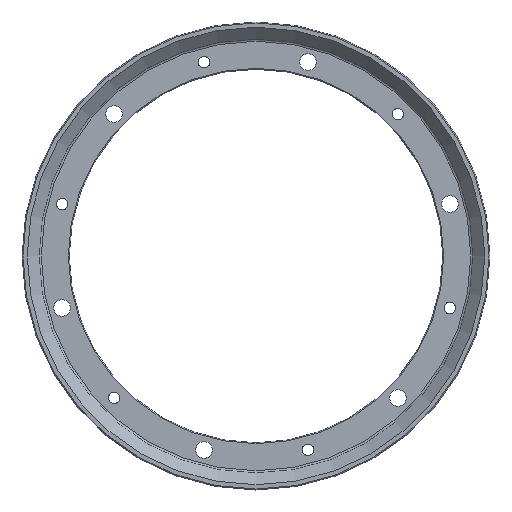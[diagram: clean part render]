
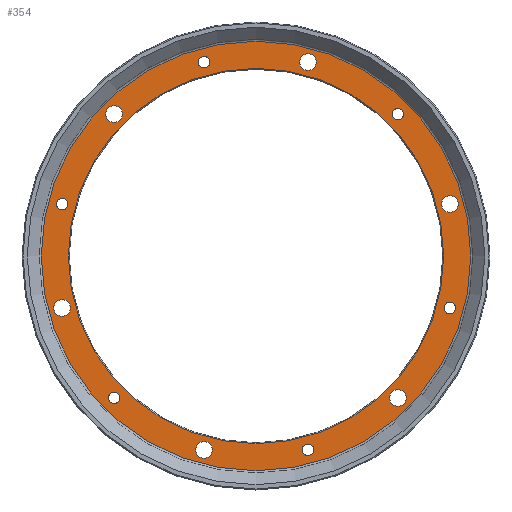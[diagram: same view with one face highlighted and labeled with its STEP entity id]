
A CAD part, top view. The second image highlights one B-rep face of the part: STEP entity #354.
In plain terms, the highlighted planar face has unit normal (0, 0, 1).
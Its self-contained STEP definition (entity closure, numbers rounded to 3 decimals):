
#354=ADVANCED_FACE('',(#2848,#1411,#2849,#2850,#2851,#2852,#2853,#2854,#2855,
#2856,#2857,#2858,#2859,#2860),#1008,.F.);
#1008=PLANE('',#12805);
#1411=FACE_OUTER_BOUND('',#2980,.T.);
#2069=CIRCLE('',#12791,40.201);
#2070=CIRCLE('',#12792,46.);
#2071=CIRCLE('',#12793,1.775);
#2072=CIRCLE('',#12794,1.775);
#2073=CIRCLE('',#12795,1.775);
#2074=CIRCLE('',#12796,1.775);
#2075=CIRCLE('',#12797,1.775);
#2076=CIRCLE('',#12798,1.775);
#2077=CIRCLE('',#12799,1.25);
#2078=CIRCLE('',#12800,1.25);
#2079=CIRCLE('',#12801,1.25);
#2080=CIRCLE('',#12802,1.25);
#2081=CIRCLE('',#12803,1.25);
#2082=CIRCLE('',#12804,1.25);
#2848=FACE_BOUND('',#2979,.T.);
#2849=FACE_BOUND('',#2981,.T.);
#2850=FACE_BOUND('',#2982,.T.);
#2851=FACE_BOUND('',#2983,.T.);
#2852=FACE_BOUND('',#2984,.T.);
#2853=FACE_BOUND('',#2985,.T.);
#2854=FACE_BOUND('',#2986,.T.);
#2855=FACE_BOUND('',#2987,.T.);
#2856=FACE_BOUND('',#2988,.T.);
#2857=FACE_BOUND('',#2989,.T.);
#2858=FACE_BOUND('',#2990,.T.);
#2859=FACE_BOUND('',#2991,.T.);
#2860=FACE_BOUND('',#2992,.T.);
#2979=EDGE_LOOP('',(#4190));
#2980=EDGE_LOOP('',(#4191));
#2981=EDGE_LOOP('',(#4192));
#2982=EDGE_LOOP('',(#4193));
#2983=EDGE_LOOP('',(#4194));
#2984=EDGE_LOOP('',(#4195));
#2985=EDGE_LOOP('',(#4196));
#2986=EDGE_LOOP('',(#4197));
#2987=EDGE_LOOP('',(#4198));
#2988=EDGE_LOOP('',(#4199));
#2989=EDGE_LOOP('',(#4200));
#2990=EDGE_LOOP('',(#4201));
#2991=EDGE_LOOP('',(#4202));
#2992=EDGE_LOOP('',(#4203));
#4190=ORIENTED_EDGE('',*,*,#8834,.T.);
#4191=ORIENTED_EDGE('',*,*,#8835,.T.);
#4192=ORIENTED_EDGE('',*,*,#8836,.F.);
#4193=ORIENTED_EDGE('',*,*,#8837,.F.);
#4194=ORIENTED_EDGE('',*,*,#8838,.F.);
#4195=ORIENTED_EDGE('',*,*,#8839,.F.);
#4196=ORIENTED_EDGE('',*,*,#8840,.F.);
#4197=ORIENTED_EDGE('',*,*,#8841,.F.);
#4198=ORIENTED_EDGE('',*,*,#8842,.T.);
#4199=ORIENTED_EDGE('',*,*,#8843,.T.);
#4200=ORIENTED_EDGE('',*,*,#8844,.T.);
#4201=ORIENTED_EDGE('',*,*,#8845,.T.);
#4202=ORIENTED_EDGE('',*,*,#8846,.T.);
#4203=ORIENTED_EDGE('',*,*,#8847,.T.);
#7664=VERTEX_POINT('',#17246);
#7665=VERTEX_POINT('',#17248);
#7666=VERTEX_POINT('',#17250);
#7667=VERTEX_POINT('',#17252);
#7668=VERTEX_POINT('',#17254);
#7669=VERTEX_POINT('',#17256);
#7670=VERTEX_POINT('',#17258);
#7671=VERTEX_POINT('',#17260);
#7672=VERTEX_POINT('',#17262);
#7673=VERTEX_POINT('',#17264);
#7674=VERTEX_POINT('',#17266);
#7675=VERTEX_POINT('',#17268);
#7676=VERTEX_POINT('',#17270);
#7677=VERTEX_POINT('',#17272);
#8834=EDGE_CURVE('',#7664,#7664,#2069,.T.);
#8835=EDGE_CURVE('',#7665,#7665,#2070,.T.);
#8836=EDGE_CURVE('',#7666,#7666,#2071,.T.);
#8837=EDGE_CURVE('',#7667,#7667,#2072,.T.);
#8838=EDGE_CURVE('',#7668,#7668,#2073,.T.);
#8839=EDGE_CURVE('',#7669,#7669,#2074,.T.);
#8840=EDGE_CURVE('',#7670,#7670,#2075,.T.);
#8841=EDGE_CURVE('',#7671,#7671,#2076,.T.);
#8842=EDGE_CURVE('',#7672,#7672,#2077,.T.);
#8843=EDGE_CURVE('',#7673,#7673,#2078,.T.);
#8844=EDGE_CURVE('',#7674,#7674,#2079,.T.);
#8845=EDGE_CURVE('',#7675,#7675,#2080,.T.);
#8846=EDGE_CURVE('',#7676,#7676,#2081,.T.);
#8847=EDGE_CURVE('',#7677,#7677,#2082,.T.);
#12791=AXIS2_PLACEMENT_3D('',#17245,#13579,#13580);
#12792=AXIS2_PLACEMENT_3D('',#17247,#13581,#13582);
#12793=AXIS2_PLACEMENT_3D('',#17249,#13583,#13584);
#12794=AXIS2_PLACEMENT_3D('',#17251,#13585,#13586);
#12795=AXIS2_PLACEMENT_3D('',#17253,#13587,#13588);
#12796=AXIS2_PLACEMENT_3D('',#17255,#13589,#13590);
#12797=AXIS2_PLACEMENT_3D('',#17257,#13591,#13592);
#12798=AXIS2_PLACEMENT_3D('',#17259,#13593,#13594);
#12799=AXIS2_PLACEMENT_3D('',#17261,#13595,#13596);
#12800=AXIS2_PLACEMENT_3D('',#17263,#13597,#13598);
#12801=AXIS2_PLACEMENT_3D('',#17265,#13599,#13600);
#12802=AXIS2_PLACEMENT_3D('',#17267,#13601,#13602);
#12803=AXIS2_PLACEMENT_3D('',#17269,#13603,#13604);
#12804=AXIS2_PLACEMENT_3D('',#17271,#13605,#13606);
#12805=AXIS2_PLACEMENT_3D('',#17273,#13607,#13608);
#13579=DIRECTION('',(0.,0.,-1.));
#13580=DIRECTION('',(-1.,0.,0.));
#13581=DIRECTION('',(0.,0.,1.));
#13582=DIRECTION('',(-1.,0.,0.));
#13583=DIRECTION('',(0.,0.,1.));
#13584=DIRECTION('',(0.866,0.5,0.));
#13585=DIRECTION('',(0.,0.,1.));
#13586=DIRECTION('',(0.866,-0.5,0.));
#13587=DIRECTION('',(0.,0.,1.));
#13588=DIRECTION('',(0.,-1.,0.));
#13589=DIRECTION('',(0.,0.,1.));
#13590=DIRECTION('',(-0.866,-0.5,0.));
#13591=DIRECTION('',(0.,0.,1.));
#13592=DIRECTION('',(-0.866,0.5,0.));
#13593=DIRECTION('',(0.,0.,1.));
#13594=DIRECTION('',(0.,1.,0.));
#13595=DIRECTION('',(0.,0.,-1.));
#13596=DIRECTION('',(-1.,0.,0.));
#13597=DIRECTION('',(0.,0.,-1.));
#13598=DIRECTION('',(-1.,0.,0.));
#13599=DIRECTION('',(0.,0.,-1.));
#13600=DIRECTION('',(-1.,0.,0.));
#13601=DIRECTION('',(0.,0.,-1.));
#13602=DIRECTION('',(-1.,0.,0.));
#13603=DIRECTION('',(0.,0.,-1.));
#13604=DIRECTION('',(-1.,0.,0.));
#13605=DIRECTION('',(0.,0.,-1.));
#13606=DIRECTION('',(-1.,0.,0.));
#13607=DIRECTION('',(0.,0.,-1.));
#13608=DIRECTION('',(0.,-1.,0.));
#17245=CARTESIAN_POINT('',(0.,0.,3.));
#17246=CARTESIAN_POINT('',(-40.201,0.,3.));
#17247=CARTESIAN_POINT('',(0.,0.,
3.));
#17248=CARTESIAN_POINT('',(-46.,0.,3.));
#17249=CARTESIAN_POINT('',(-41.535,-11.129,3.));
#17250=CARTESIAN_POINT('',(-39.998,-10.242,3.));
#17251=CARTESIAN_POINT('',(-30.406,30.406,3.));
#17252=CARTESIAN_POINT('',(-28.868,29.518,3.));
#17253=CARTESIAN_POINT('',(11.129,41.535,3.));
#17254=CARTESIAN_POINT('',(11.129,39.76,3.));
#17255=CARTESIAN_POINT('',(41.535,11.129,3.));
#17256=CARTESIAN_POINT('',(39.998,10.242,3.));
#17257=CARTESIAN_POINT('',(30.406,-30.406,3.));
#17258=CARTESIAN_POINT('',(28.868,-29.518,3.));
#17259=CARTESIAN_POINT('',(-11.129,-41.535,3.));
#17260=CARTESIAN_POINT('',(-11.129,-39.76,3.));
#17261=CARTESIAN_POINT('',(-30.406,-30.406,3.));
#17262=CARTESIAN_POINT('',(-31.656,-30.406,3.));
#17263=CARTESIAN_POINT('',(-41.535,11.129,3.));
#17264=CARTESIAN_POINT('',(-42.785,11.129,3.));
#17265=CARTESIAN_POINT('',(-11.129,41.535,3.));
#17266=CARTESIAN_POINT('',(-12.379,41.535,3.));
#17267=CARTESIAN_POINT('',(30.406,30.406,3.));
#17268=CARTESIAN_POINT('',(29.156,30.406,3.));
#17269=CARTESIAN_POINT('',(41.535,-11.129,3.));
#17270=CARTESIAN_POINT('',(40.285,-11.129,3.));
#17271=CARTESIAN_POINT('',(11.129,-41.535,3.));
#17272=CARTESIAN_POINT('',(9.879,-41.535,3.));
#17273=CARTESIAN_POINT('',(0.,0.,
3.));
